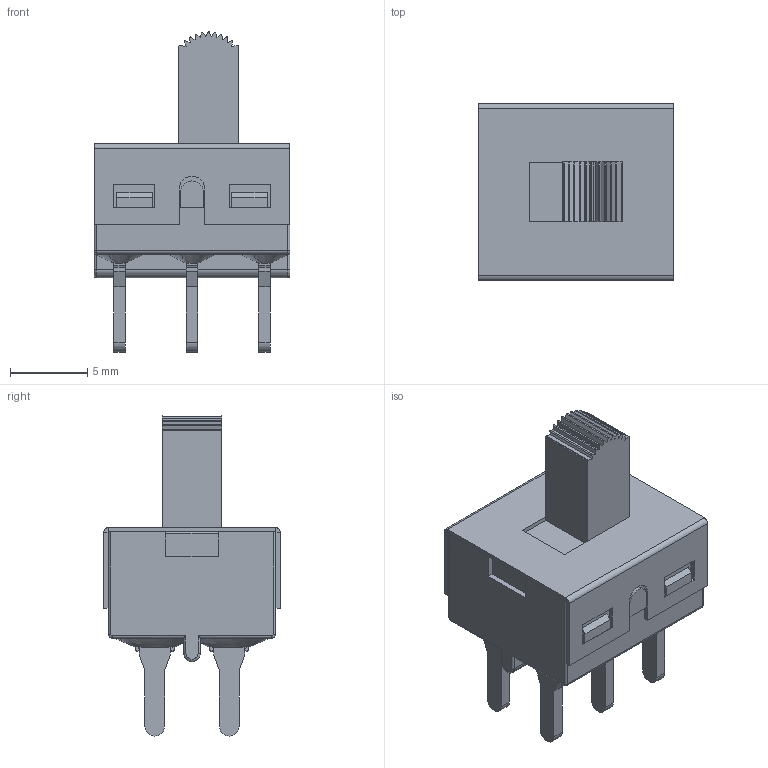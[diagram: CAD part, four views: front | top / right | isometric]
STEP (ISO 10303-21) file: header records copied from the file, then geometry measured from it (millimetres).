
FILE_DESCRIPTION(/* description */ (''),/* implementation_level */ '2;1');
FILE_NAME(/* name */ '1201A2CQEA.stp',/* time_stamp */ '2023-10-30T11:58:19-05:00',/* author */ ('cnher'),/* organization */ (''),/* preprocessor_version */ 'ST-DEVELOPER v19',/* originating_system */ 'Autodesk Inventor 2023',/* authorisation */ '');
FILE_SCHEMA (('AUTOMOTIVE_DESIGN { 1 0 10303 214 3 1 1 }'));
Length unit declared in the file: millimetre
Products named in the file (6): 1201A2CQEA; Housing DPDT; Actuator A2; Cover DPDT; Epoxy; Terminal C
Assembly tree (15 placements, depth 2):
  1201A2CQEA
    Housing DPDT
    Actuator A2
    Cover DPDT
    Epoxy  x6
    Terminal C  x6
Bounding box: 12.7 x 11.45 x 20.77 mm (x, y, z)
Volume: 687.7 mm3; surface area: 1905.7 mm2
Topology: 15 solids, 15 shells, 387 faces, 1042 edges, 668 vertices
Faces by surface type: plane 271, cylinder 62, bspline 52, torus 2
Entity records: 7647 total; most frequent: CARTESIAN_POINT 1649, ORIENTED_EDGE 1196, DIRECTION 1150, EDGE_CURVE 598, LINE 488, VECTOR 488, VERTEX_POINT 388, AXIS2_PLACEMENT_3D 331
